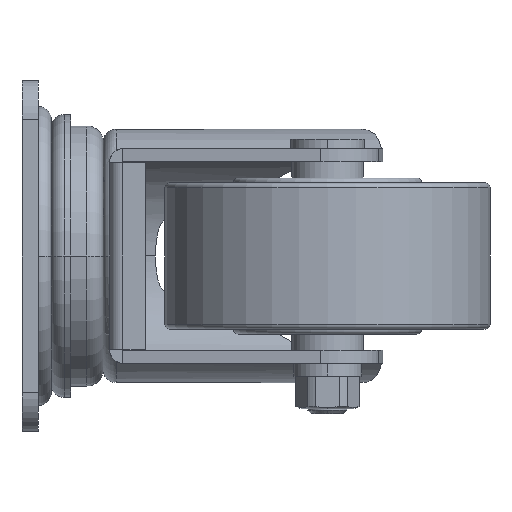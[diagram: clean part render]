
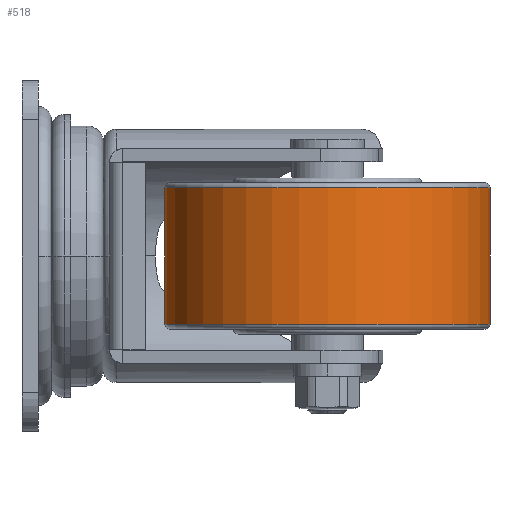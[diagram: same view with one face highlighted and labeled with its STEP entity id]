
A CAD part, left-side view. The second image highlights one B-rep face of the part: STEP entity #518.
In plain terms, the highlighted cylindrical face has radius 50 mm (diameter 100 mm), a partial arc.
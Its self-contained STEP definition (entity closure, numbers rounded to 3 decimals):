
#319 = ORIENTED_EDGE ( 'NONE', *, *, #759, .T. ) ;
#404 = EDGE_CURVE ( 'NONE', #767, #771, #2021, .T. ) ;
#515 = EDGE_CURVE ( 'NONE', #773, #705, #2239, .T. ) ;
#518 = ADVANCED_FACE ( 'NONE', ( #2234 ), #2233, .T. ) ;
#519 = EDGE_LOOP ( 'NONE', ( #520, #521, #319, #684 ) ) ;
#520 = ORIENTED_EDGE ( 'NONE', *, *, #765, .F. ) ;
#521 = ORIENTED_EDGE ( 'NONE', *, *, #404, .T. ) ;
#684 = ORIENTED_EDGE ( 'NONE', *, *, #515, .F. ) ;
#705 = VERTEX_POINT ( 'NONE', #2595 ) ;
#759 = EDGE_CURVE ( 'NONE', #771, #705, #2636, .T. ) ;
#765 = EDGE_CURVE ( 'NONE', #767, #773, #2684, .T. ) ;
#767 = VERTEX_POINT ( 'NONE', #2680 ) ;
#771 = VERTEX_POINT ( 'NONE', #2669 ) ;
#773 = VERTEX_POINT ( 'NONE', #2668 ) ;
#2020 = CARTESIAN_POINT ( 'NONE',  ( -37., -94., 21. ) ) ;
#2021 = CIRCLE ( 'NONE', #2086, 50. ) ;
#2084 = DIRECTION ( 'NONE',  ( 0., 1., 0. ) ) ;
#2085 = DIRECTION ( 'NONE',  ( 0., 0., -1. ) ) ;
#2086 = AXIS2_PLACEMENT_3D ( 'NONE', #2020, #2085, #2084 ) ;
#2228 = DIRECTION ( 'NONE',  ( 0., 1., 0. ) ) ;
#2229 = DIRECTION ( 'NONE',  ( 0., 0., -1. ) ) ;
#2230 = CARTESIAN_POINT ( 'NONE',  ( -37., -94., -29. ) ) ;
#2231 = AXIS2_PLACEMENT_3D ( 'NONE', #2230, #2229, #2228 ) ;
#2233 = CYLINDRICAL_SURFACE ( 'NONE', #2231, 50. ) ;
#2234 = FACE_OUTER_BOUND ( 'NONE', #519, .T. ) ;
#2235 = DIRECTION ( 'NONE',  ( 0., 1., 0. ) ) ;
#2236 = DIRECTION ( 'NONE',  ( 0., 0., -1. ) ) ;
#2237 = CARTESIAN_POINT ( 'NONE',  ( -37., -94., -21. ) ) ;
#2238 = AXIS2_PLACEMENT_3D ( 'NONE', #2237, #2236, #2235 ) ;
#2239 = CIRCLE ( 'NONE', #2238, 50. ) ;
#2595 = CARTESIAN_POINT ( 'NONE',  ( -37., -44., -21. ) ) ;
#2633 = DIRECTION ( 'NONE',  ( 0., 0., -1. ) ) ;
#2634 = VECTOR ( 'NONE', #2633, 1000. ) ;
#2635 = CARTESIAN_POINT ( 'NONE',  ( -37., -44., -29. ) ) ;
#2636 = LINE ( 'NONE', #2635, #2634 ) ;
#2668 = CARTESIAN_POINT ( 'NONE',  ( -37., -144., -21. ) ) ;
#2669 = CARTESIAN_POINT ( 'NONE',  ( -37., -44., 21. ) ) ;
#2680 = CARTESIAN_POINT ( 'NONE',  ( -37., -144., 21. ) ) ;
#2681 = DIRECTION ( 'NONE',  ( 0., 0., -1. ) ) ;
#2682 = VECTOR ( 'NONE', #2681, 1000. ) ;
#2683 = CARTESIAN_POINT ( 'NONE',  ( -37., -144., -29. ) ) ;
#2684 = LINE ( 'NONE', #2683, #2682 ) ;
